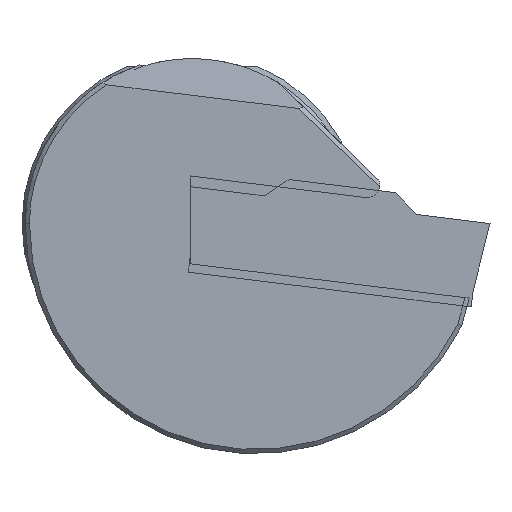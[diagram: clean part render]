
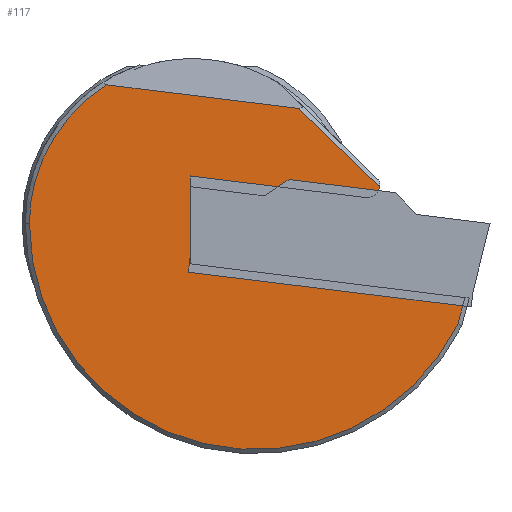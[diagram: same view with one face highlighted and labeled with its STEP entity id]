
A CAD part, left-side view. The second image highlights one B-rep face of the part: STEP entity #117.
In plain terms, the highlighted planar face has unit normal (-1, 0, 0).
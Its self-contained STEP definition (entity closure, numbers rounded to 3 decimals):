
#52=B_SPLINE_CURVE_WITH_KNOTS('',3,(#1137,#1138,#1139,#1140),
 .UNSPECIFIED.,.F.,.F.,(4,4),(0.,1.),.UNSPECIFIED.);
#71=CIRCLE('',#795,0.6);
#72=CIRCLE('',#796,10.625);
#117=ADVANCED_FACE('',(#190),#159,.F.);
#159=PLANE('',#797);
#190=FACE_OUTER_BOUND('',#230,.T.);
#230=EDGE_LOOP('',(#332,#333,#334,#335,#336,#337,#338,#339,#340));
#332=ORIENTED_EDGE('',*,*,#575,.T.);
#333=ORIENTED_EDGE('',*,*,#576,.T.);
#334=ORIENTED_EDGE('',*,*,#577,.T.);
#335=ORIENTED_EDGE('',*,*,#578,.T.);
#336=ORIENTED_EDGE('',*,*,#579,.T.);
#337=ORIENTED_EDGE('',*,*,#580,.T.);
#338=ORIENTED_EDGE('',*,*,#581,.T.);
#339=ORIENTED_EDGE('',*,*,#582,.T.);
#340=ORIENTED_EDGE('',*,*,#583,.T.);
#498=VERTEX_POINT('',#1127);
#499=VERTEX_POINT('',#1128);
#500=VERTEX_POINT('',#1130);
#501=VERTEX_POINT('',#1132);
#502=VERTEX_POINT('',#1134);
#503=VERTEX_POINT('',#1136);
#504=VERTEX_POINT('',#1141);
#505=VERTEX_POINT('',#1143);
#506=VERTEX_POINT('',#1145);
#575=EDGE_CURVE('',#498,#499,#672,.T.);
#576=EDGE_CURVE('',#499,#500,#673,.T.);
#577=EDGE_CURVE('',#500,#501,#71,.T.);
#578=EDGE_CURVE('',#501,#502,#674,.T.);
#579=EDGE_CURVE('',#502,#503,#675,.T.);
#580=EDGE_CURVE('',#503,#504,#52,.T.);
#581=EDGE_CURVE('',#504,#505,#72,.T.);
#582=EDGE_CURVE('',#505,#506,#676,.T.);
#583=EDGE_CURVE('',#506,#498,#677,.T.);
#672=LINE('',#1126,#741);
#673=LINE('',#1129,#742);
#674=LINE('',#1133,#743);
#675=LINE('',#1135,#744);
#676=LINE('',#1144,#745);
#677=LINE('',#1146,#746);
#741=VECTOR('',#915,1.);
#742=VECTOR('',#916,1.);
#743=VECTOR('',#919,1.);
#744=VECTOR('',#920,1.);
#745=VECTOR('',#923,1.);
#746=VECTOR('',#924,1.);
#795=AXIS2_PLACEMENT_3D('',#1131,#917,#918);
#796=AXIS2_PLACEMENT_3D('',#1142,#921,#922);
#797=AXIS2_PLACEMENT_3D('',#1147,#925,#926);
#915=DIRECTION('',(0.,0.,1.));
#916=DIRECTION('',(0.,-0.993,-0.122));
#917=DIRECTION('',(-1.,0.,0.));
#918=DIRECTION('',(0.,0.,-1.));
#919=DIRECTION('',(0.,0.719,0.695));
#920=DIRECTION('',(0.,0.993,0.122));
#921=DIRECTION('',(-1.,0.,0.));
#922=DIRECTION('',(0.,0.,-1.));
#923=DIRECTION('',(0.,-0.259,0.966));
#924=DIRECTION('',(0.,0.993,0.122));
#925=DIRECTION('',(1.,0.,0.));
#926=DIRECTION('',(0.,0.,-1.));
#1126=CARTESIAN_POINT('',(0.3,0.094,0.));
#1127=CARTESIAN_POINT('',(0.3,0.094,-1.896));
#1128=CARTESIAN_POINT('',(0.3,0.094,2.234));
#1129=CARTESIAN_POINT('',(0.3,13.523,3.883));
#1130=CARTESIAN_POINT('',(0.3,-8.153,1.222));
#1131=CARTESIAN_POINT('',(0.3,-8.227,1.817));
#1132=CARTESIAN_POINT('',(0.3,-8.82,1.73));
#1133=CARTESIAN_POINT('',(0.3,2.123,12.299));
#1134=CARTESIAN_POINT('',(0.3,-5.009,5.411));
#1135=CARTESIAN_POINT('',(0.3,15.896,7.978));
#1136=CARTESIAN_POINT('',(0.3,4.01,6.518));
#1137=CARTESIAN_POINT('',(0.3,4.01,6.518));
#1138=CARTESIAN_POINT('',(0.3,6.243,5.16));
#1139=CARTESIAN_POINT('',(0.3,7.673,2.609));
#1140=CARTESIAN_POINT('',(0.3,7.65,0.));
#1141=CARTESIAN_POINT('',(0.3,7.65,0.));
#1142=CARTESIAN_POINT('',(0.3,-2.975,0.));
#1143=CARTESIAN_POINT('',(0.3,-12.484,-4.74));
#1144=CARTESIAN_POINT('',(0.3,-11.895,-6.939));
#1145=CARTESIAN_POINT('',(0.3,-12.821,-3.482));
#1146=CARTESIAN_POINT('',(0.3,14.023,-0.186));
#1147=CARTESIAN_POINT('',(0.3,14.,0.));
